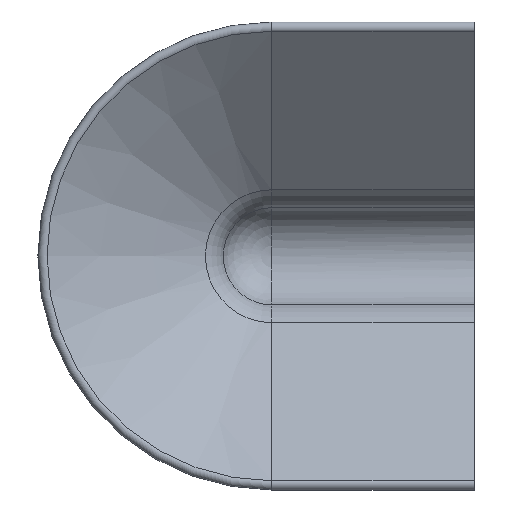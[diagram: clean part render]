
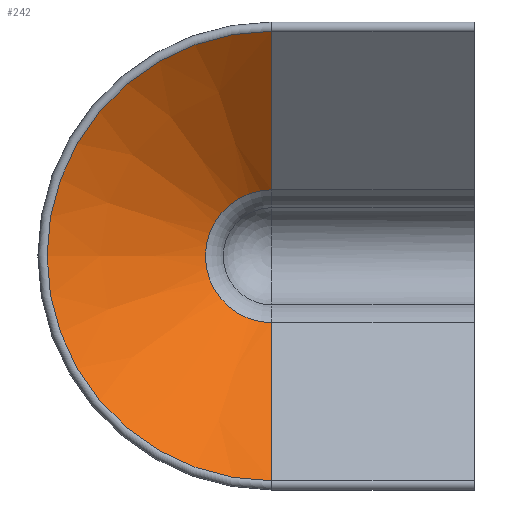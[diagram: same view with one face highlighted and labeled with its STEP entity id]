
A CAD part, top view. The second image highlights one B-rep face of the part: STEP entity #242.
In plain terms, the highlighted conical face has half-angle 50.013 degrees and reference radius 25.91 mm.
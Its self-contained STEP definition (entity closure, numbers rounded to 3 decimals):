
#242=ADVANCED_FACE('',(#601),#603,.F.);
#601=FACE_BOUND('',#602,.T.);
#602=EDGE_LOOP('',(#904,#905,#906,#907));
#603=CONICAL_SURFACE('',#604,25.91,0.873);
#604=AXIS2_PLACEMENT_3D('',#605,#606,#607);
#605=CARTESIAN_POINT('',(-18.,0.,41.183));
#606=DIRECTION('',(0.,0.,1.));
#607=DIRECTION('',(0.,1.,0.));
#904=ORIENTED_EDGE('',*,*,#1020,.T.);
#905=ORIENTED_EDGE('',*,*,#1069,.F.);
#906=ORIENTED_EDGE('',*,*,#1007,.T.);
#907=ORIENTED_EDGE('',*,*,#1068,.T.);
#1007=EDGE_CURVE('',#1119,#1114,#1120,.T.);
#1020=EDGE_CURVE('',#1141,#1136,#1142,.T.);
#1068=EDGE_CURVE('',#1114,#1141,#1222,.T.);
#1069=EDGE_CURVE('',#1119,#1136,#1223,.T.);
#1114=VERTEX_POINT('',#1432);
#1119=VERTEX_POINT('',#1445);
#1120=LINE('',#1446,#1447);
#1136=VERTEX_POINT('',#1487);
#1141=VERTEX_POINT('',#1500);
#1142=LINE('',#1501,#1502);
#1222=CIRCLE('',#1701,40.);
#1223=CIRCLE('',#1705,11.821);
#1432=CARTESIAN_POINT('',(-18.,40.,53.));
#1445=CARTESIAN_POINT('',(-18.,11.821,29.366));
#1446=CARTESIAN_POINT('',(-18.,11.821,29.366));
#1447=VECTOR('',#1448,1.);
#1448=DIRECTION('',(0.,0.766,0.643));
#1487=CARTESIAN_POINT('',(-18.,-11.821,29.366));
#1500=CARTESIAN_POINT('',(-18.,-40.,53.));
#1501=CARTESIAN_POINT('',(-18.,-40.,53.));
#1502=VECTOR('',#1503,1.);
#1503=DIRECTION('',(0.,0.766,-0.643));
#1701=AXIS2_PLACEMENT_3D('',#1702,#1703,#1704);
#1702=CARTESIAN_POINT('',(-18.,0.,53.));
#1703=DIRECTION('',(0.,0.,1.));
#1704=DIRECTION('',(0.,1.,0.));
#1705=AXIS2_PLACEMENT_3D('',#1706,#1707,#1708);
#1706=CARTESIAN_POINT('',(-18.,0.,29.366));
#1707=DIRECTION('',(0.,0.,1.));
#1708=DIRECTION('',(0.,1.,0.));
